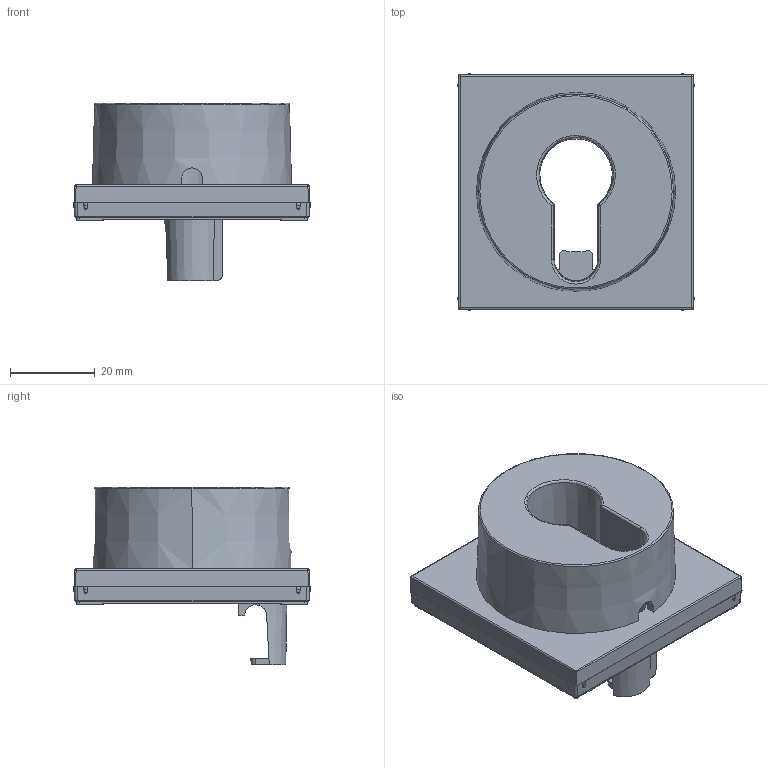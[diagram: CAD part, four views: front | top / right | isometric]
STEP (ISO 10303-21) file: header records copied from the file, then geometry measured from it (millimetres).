
FILE_DESCRIPTION((''),'2;1');
FILE_NAME('WAF1312_GEN_ASM','2025-03-19T11:16:00',('andolfs'),(''),'CREO PARAMETRIC BY PTC INC, 2023154','CREO PARAMETRIC BY PTC INC, 2023154','');
FILE_SCHEMA(('AUTOMOTIVE_DESIGN { 1 0 10303 214 1 1 1 1 }'));
Length unit declared in the file: millimetre
Products named in the file (5): W4G0136_18; W1A2291_GEN; 9024178_GEN; 9002210000_ZYLINDERSCHRAUBE; WAF1312_GEN_ASM
Assembly tree (5 placements, depth 2):
  WAF1312_GEN_ASM
    W4G0136_18
    W1A2291_GEN
    9024178_GEN
    9002210000_ZYLINDERSCHRAUBE  x2
Bounding box: 55.9 x 55.9 x 41.85 mm (x, y, z)
Volume: 17995.2 mm3; surface area: 21288.5 mm2
Topology: 4 solids, 4 shells, 985 faces, 2720 edges, 1787 vertices
Faces by surface type: plane 650, cylinder 152, extrusion 87, cone 52, torus 19, bspline 18, sphere 7
Entity records: 39690 total; most frequent: CARTESIAN_POINT 9409, ORIENTED_EDGE 5184, DIRECTION 4250, EDGE_CURVE 2592, VECTOR 1886, LINE 1799, VERTEX_POINT 1706, AXIS2_PLACEMENT_3D 1182
